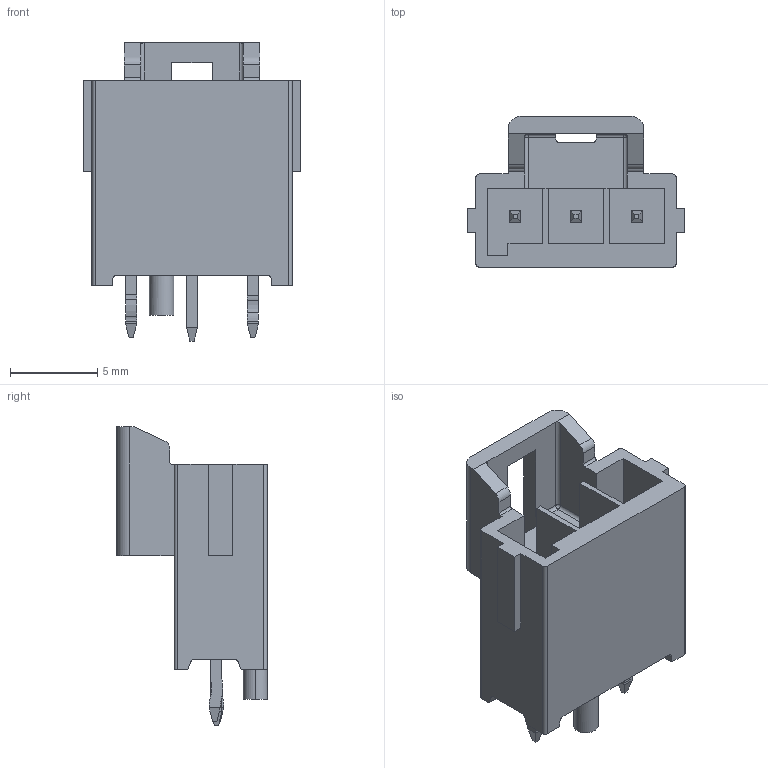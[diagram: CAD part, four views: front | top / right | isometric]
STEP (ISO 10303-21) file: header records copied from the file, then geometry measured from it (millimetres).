
FILE_DESCRIPTION((''),'2;1');
FILE_NAME('1722861103','2014-12-17T',('me'),(''),'PRO/ENGINEER BY PARAMETRIC TECHNOLOGY CORPORATION, 2011490','PRO/ENGINEER BY PARAMETRIC TECHNOLOGY CORPORATION, 2011490','');
FILE_SCHEMA(('CONFIG_CONTROL_DESIGN'));
Length unit declared in the file: millimetre
Products named in the file (1): 1722861103
Bounding box: 12.5 x 8.67 x 17.15 mm (x, y, z)
Volume: 516.9 mm3; surface area: 1111.9 mm2
Topology: 1 solids, 1 shells, 218 faces, 599 edges, 390 vertices
Faces by surface type: plane 150, cylinder 66, sphere 2
Entity records: 6925 total; most frequent: CARTESIAN_POINT 1248, ORIENTED_EDGE 1184, DIRECTION 1157, EDGE_CURVE 592, VECTOR 459, LINE 459, VERTEX_POINT 382, AXIS2_PLACEMENT_3D 349
